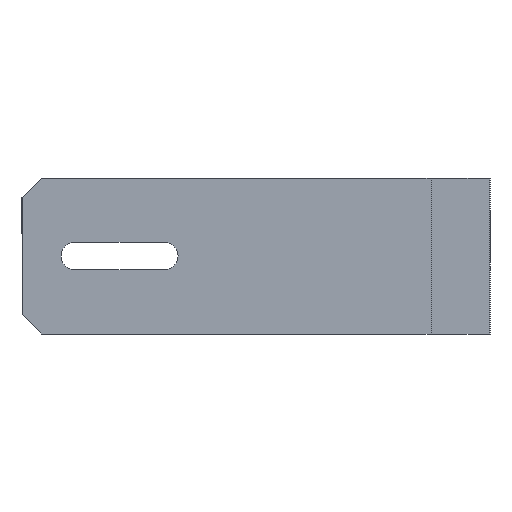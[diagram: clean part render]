
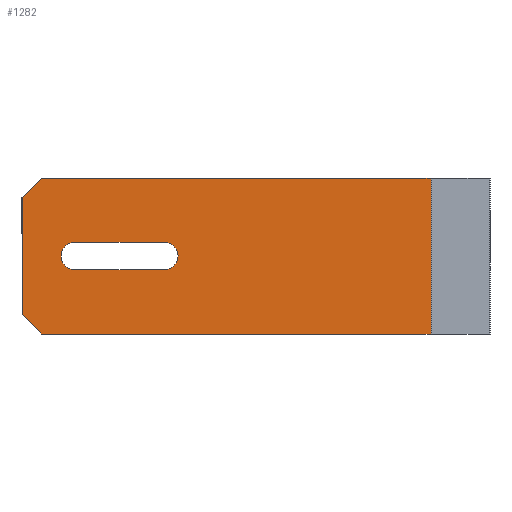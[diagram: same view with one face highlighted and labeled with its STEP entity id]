
A CAD part, left-side view. The second image highlights one B-rep face of the part: STEP entity #1282.
In plain terms, the highlighted planar face has unit normal (-1, 0, 0).
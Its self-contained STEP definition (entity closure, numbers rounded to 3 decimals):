
#18 = EDGE_CURVE ( 'NONE', #906, #1385, #779, .T. ) ;
#25 = AXIS2_PLACEMENT_3D ( 'NONE', #1516, #1482, #1480 ) ;
#26 = DIRECTION ( 'NONE',  ( 0., 0., -1. ) ) ;
#27 = PLANE ( 'NONE',  #133 ) ;
#32 = EDGE_CURVE ( 'NONE', #1527, #1254, #769, .T. ) ;
#40 = DIRECTION ( 'NONE',  ( 0., -1., 0. ) ) ;
#69 = EDGE_CURVE ( 'NONE', #813, #1045, #734, .T. ) ;
#75 = CARTESIAN_POINT ( 'NONE',  ( -92., 15., 40. ) ) ;
#95 = DIRECTION ( 'NONE',  ( 1., 0., 0. ) ) ;
#107 = VECTOR ( 'NONE', #1140, 1000. ) ;
#109 = LINE ( 'NONE', #595, #107 ) ;
#133 = AXIS2_PLACEMENT_3D ( 'NONE', #75, #95, #26 ) ;
#188 = EDGE_CURVE ( 'NONE', #843, #1045, #688, .T. ) ;
#189 = CARTESIAN_POINT ( 'NONE',  ( -92., 15., 0. ) ) ;
#204 = VECTOR ( 'NONE', #40, 1000. ) ;
#206 = LINE ( 'NONE', #653, #204 ) ;
#230 = AXIS2_PLACEMENT_3D ( 'NONE', #1528, #1397, #1086 ) ;
#240 = CARTESIAN_POINT ( 'NONE',  ( -92., 113., 0. ) ) ;
#275 = CARTESIAN_POINT ( 'NONE',  ( -92., 113., 0. ) ) ;
#291 = FACE_OUTER_BOUND ( 'NONE', #1284, .T. ) ;
#299 = FACE_BOUND ( 'NONE', #1220, .T. ) ;
#304 = EDGE_CURVE ( 'NONE', #962, #1625, #661, .T. ) ;
#367 = EDGE_CURVE ( 'NONE', #843, #906, #637, .T. ) ;
#394 = VECTOR ( 'NONE', #918, 1000. ) ;
#396 = LINE ( 'NONE', #659, #394 ) ;
#428 = EDGE_CURVE ( 'NONE', #1385, #1243, #615, .T. ) ;
#459 = DIRECTION ( 'NONE',  ( 0., 1., 0. ) ) ;
#469 = CIRCLE ( 'NONE', #25, 3.5 ) ;
#534 = EDGE_CURVE ( 'NONE', #813, #1527, #590, .T. ) ;
#550 = DIRECTION ( 'NONE',  ( 0., -1., 0. ) ) ;
#561 = CARTESIAN_POINT ( 'NONE',  ( -92., 13., 0. ) ) ;
#585 = VECTOR ( 'NONE', #910, 1000. ) ;
#590 = LINE ( 'NONE', #788, #585 ) ;
#595 = CARTESIAN_POINT ( 'NONE',  ( -92., 15., 0. ) ) ;
#607 = DIRECTION ( 'NONE',  ( 0., 0.707, -0.707 ) ) ;
#615 = LINE ( 'NONE', #275, #624 ) ;
#624 = VECTOR ( 'NONE', #1682, 1000. ) ;
#637 = LINE ( 'NONE', #1184, #644 ) ;
#644 = VECTOR ( 'NONE', #607, 1000. ) ;
#648 = DIRECTION ( 'NONE',  ( 0., 1., 0. ) ) ;
#653 = CARTESIAN_POINT ( 'NONE',  ( -92., 104.5, 23.5 ) ) ;
#659 = CARTESIAN_POINT ( 'NONE',  ( -92., 104.5, 16.5 ) ) ;
#661 = CIRCLE ( 'NONE', #230, 3.5 ) ;
#668 = CARTESIAN_POINT ( 'NONE',  ( -92., 15., 0. ) ) ;
#685 = VECTOR ( 'NONE', #550, 1000. ) ;
#688 = LINE ( 'NONE', #1499, #685 ) ;
#734 = LINE ( 'NONE', #969, #742 ) ;
#742 = VECTOR ( 'NONE', #459, 1000. ) ;
#769 = LINE ( 'NONE', #668, #778 ) ;
#778 = VECTOR ( 'NONE', #648, 1000. ) ;
#779 = LINE ( 'NONE', #929, #783 ) ;
#783 = VECTOR ( 'NONE', #919, 1000. ) ;
#788 = CARTESIAN_POINT ( 'NONE',  ( -92., 13., 40. ) ) ;
#813 = VERTEX_POINT ( 'NONE', #1608 ) ;
#843 = VERTEX_POINT ( 'NONE', #1537 ) ;
#844 = CARTESIAN_POINT ( 'NONE',  ( -92., 81.5, 16.5 ) ) ;
#846 = EDGE_CURVE ( 'NONE', #871, #1377, #469, .T. ) ;
#871 = VERTEX_POINT ( 'NONE', #1443 ) ;
#906 = VERTEX_POINT ( 'NONE', #1325 ) ;
#910 = DIRECTION ( 'NONE',  ( 0., 0., -1. ) ) ;
#918 = DIRECTION ( 'NONE',  ( 0., 1., 0. ) ) ;
#919 = DIRECTION ( 'NONE',  ( 0., 0., -1. ) ) ;
#929 = CARTESIAN_POINT ( 'NONE',  ( -92., 118., 40. ) ) ;
#943 = CARTESIAN_POINT ( 'NONE',  ( -92., 104.5, 23.5 ) ) ;
#962 = VERTEX_POINT ( 'NONE', #1217 ) ;
#969 = CARTESIAN_POINT ( 'NONE',  ( -92., 15., 40. ) ) ;
#1000 = CARTESIAN_POINT ( 'NONE',  ( -92., 15., 40. ) ) ;
#1045 = VERTEX_POINT ( 'NONE', #1000 ) ;
#1080 = EDGE_CURVE ( 'NONE', #1377, #962, #396, .T. ) ;
#1086 = DIRECTION ( 'NONE',  ( 0., 0., -1. ) ) ;
#1140 = DIRECTION ( 'NONE',  ( 0., -1., 0. ) ) ;
#1184 = CARTESIAN_POINT ( 'NONE',  ( -92., 118., 35. ) ) ;
#1217 = CARTESIAN_POINT ( 'NONE',  ( -92., 104.5, 16.5 ) ) ;
#1220 = EDGE_LOOP ( 'NONE', ( #1301, #1308, #1533, #1311 ) ) ;
#1243 = VERTEX_POINT ( 'NONE', #240 ) ;
#1254 = VERTEX_POINT ( 'NONE', #189 ) ;
#1282 = ADVANCED_FACE ( 'NONE', ( #299, #291 ), #27, .F. ) ;
#1284 = EDGE_LOOP ( 'NONE', ( #1315, #1319, #1326, #1334, #1335, #1340, #1342, #1346 ) ) ;
#1301 = ORIENTED_EDGE ( 'NONE', *, *, #1080, .T. ) ;
#1308 = ORIENTED_EDGE ( 'NONE', *, *, #304, .T. ) ;
#1311 = ORIENTED_EDGE ( 'NONE', *, *, #846, .T. ) ;
#1312 = CARTESIAN_POINT ( 'NONE',  ( -92., 118., 5. ) ) ;
#1315 = ORIENTED_EDGE ( 'NONE', *, *, #18, .T. ) ;
#1319 = ORIENTED_EDGE ( 'NONE', *, *, #428, .T. ) ;
#1325 = CARTESIAN_POINT ( 'NONE',  ( -92., 118., 35. ) ) ;
#1326 = ORIENTED_EDGE ( 'NONE', *, *, #1662, .T. ) ;
#1334 = ORIENTED_EDGE ( 'NONE', *, *, #32, .F. ) ;
#1335 = ORIENTED_EDGE ( 'NONE', *, *, #534, .F. ) ;
#1340 = ORIENTED_EDGE ( 'NONE', *, *, #69, .T. ) ;
#1342 = ORIENTED_EDGE ( 'NONE', *, *, #188, .F. ) ;
#1346 = ORIENTED_EDGE ( 'NONE', *, *, #367, .T. ) ;
#1377 = VERTEX_POINT ( 'NONE', #844 ) ;
#1385 = VERTEX_POINT ( 'NONE', #1312 ) ;
#1397 = DIRECTION ( 'NONE',  ( 1., 0., 0. ) ) ;
#1443 = CARTESIAN_POINT ( 'NONE',  ( -92., 81.5, 23.5 ) ) ;
#1467 = EDGE_CURVE ( 'NONE', #1625, #871, #206, .T. ) ;
#1480 = DIRECTION ( 'NONE',  ( 0., 0., -1. ) ) ;
#1482 = DIRECTION ( 'NONE',  ( 1., 0., 0. ) ) ;
#1499 = CARTESIAN_POINT ( 'NONE',  ( -92., 15., 40. ) ) ;
#1516 = CARTESIAN_POINT ( 'NONE',  ( -92., 81.5, 20. ) ) ;
#1527 = VERTEX_POINT ( 'NONE', #561 ) ;
#1528 = CARTESIAN_POINT ( 'NONE',  ( -92., 104.5, 20. ) ) ;
#1533 = ORIENTED_EDGE ( 'NONE', *, *, #1467, .T. ) ;
#1537 = CARTESIAN_POINT ( 'NONE',  ( -92., 113., 40. ) ) ;
#1608 = CARTESIAN_POINT ( 'NONE',  ( -92., 13., 40. ) ) ;
#1625 = VERTEX_POINT ( 'NONE', #943 ) ;
#1662 = EDGE_CURVE ( 'NONE', #1243, #1254, #109, .T. ) ;
#1682 = DIRECTION ( 'NONE',  ( 0., -0.707, -0.707 ) ) ;
